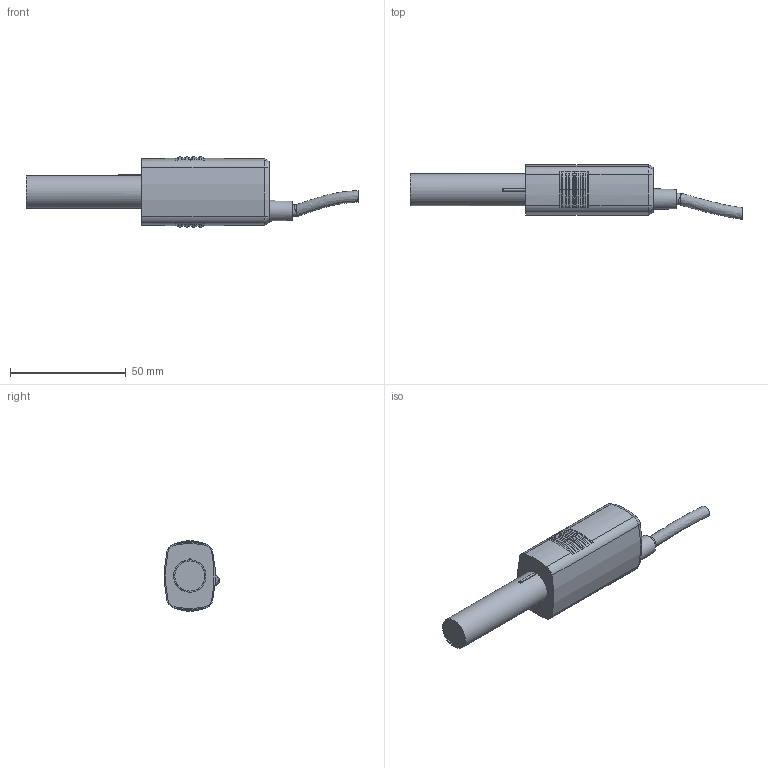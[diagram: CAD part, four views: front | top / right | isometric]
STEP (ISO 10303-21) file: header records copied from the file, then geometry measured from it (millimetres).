
FILE_DESCRIPTION(('STEP AP214'),'1');
FILE_NAME('KLC2... mit Kabeleingang.stp','2021-03-22T12:57:52',(' '),(' '),'Spatial InterOp 3D',' ',' ');
FILE_SCHEMA(('AUTOMOTIVE_DESIGN { 1 0 10303 214 1 1 1 1 }'));
Length unit declared in the file: millimetre
Products named in the file (1): 1615372071
Bounding box: 143.45 x 23.62 x 30.4 mm (x, y, z)
Volume: 9841.7 mm3; surface area: 16410.4 mm2
Topology: 1 solids, 2 shells, 164 faces, 397 edges, 241 vertices
Faces by surface type: bspline 119, cylinder 19, plane 16, cone 8, torus 2
Full cylindrical faces by diameter (mm): 3.5 x1, 5 x1, 5.5 x1, 13 x2, 14 x1
Entity records: 11185 total; most frequent: CARTESIAN_POINT 6883, ORIENTED_EDGE 756, EDGE_CURVE 378, DIRECTION 314, VERTEX_POINT 237, B_SPLINE_CURVE_WITH_KNOTS 208, EDGE_LOOP 183, FACE_OUTER_BOUND 172
